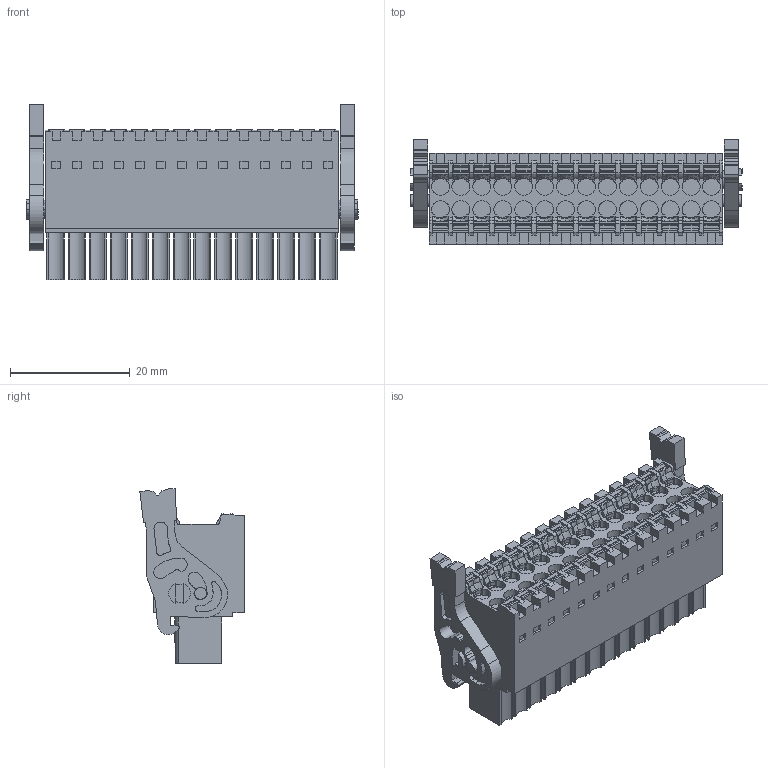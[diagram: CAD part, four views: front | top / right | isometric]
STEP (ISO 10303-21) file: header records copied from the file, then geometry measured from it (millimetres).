
FILE_DESCRIPTION(('CATIA V5 STEP','CAx-IF Rec.Pracs.--- Model Styling and Organization---1.4--- 2014-01-23'),'2;1');
FILE_NAME ('D1450516_1', '2023-08-22T06:50:58+00:00', ('none'), ('Weidmueller'), 'CATIA Version 5-6 Release 2016 SP3 HF44', 'CATIA V5 STEP AP214', 'none');
FILE_SCHEMA(('AUTOMOTIVE_DESIGN { 1 0 10303 214 1 1 1 1 }'));
Products named in the file (1): 1278370000
Bounding box: 55.5 x 17.45 x 29.28 mm (x, y, z)
Volume: 14344.5 mm3; surface area: 9904.6 mm2
Topology: 31 solids, 31 shells, 2050 faces, 5941 edges, 4035 vertices
Faces by surface type: plane 1292, cylinder 292, extrusion 187, torus 167, cone 56, bspline 56
Entity records: 70582 total; most frequent: CARTESIAN_POINT 21950, ORIENTED_EDGE 11882, DIRECTION 6924, EDGE_CURVE 5941, VECTOR 4324, LINE 4137, VERTEX_POINT 4035, EDGE_LOOP 2144
